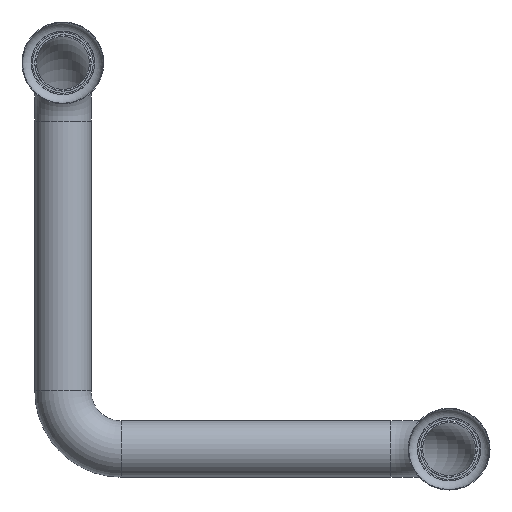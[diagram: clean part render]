
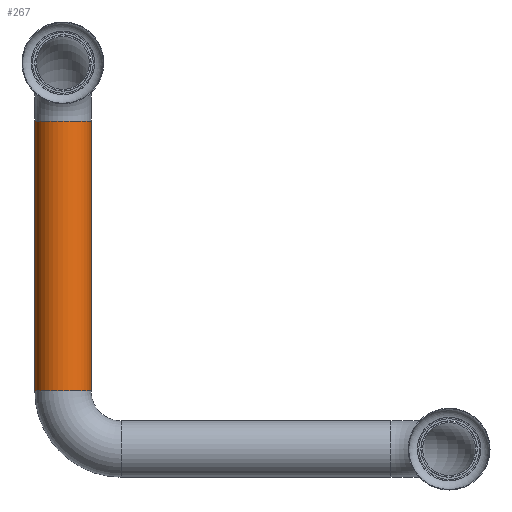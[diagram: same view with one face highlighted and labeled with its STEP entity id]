
A CAD part, front view. The second image highlights one B-rep face of the part: STEP entity #267.
In plain terms, the highlighted cylindrical face has radius 25.4 mm (diameter 50.8 mm), a full revolution.
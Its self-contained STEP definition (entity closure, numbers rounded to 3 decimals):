
#267=ADVANCED_FACE('',(#538,#540),#542,.T.);
#538=FACE_OUTER_BOUND('',#539,.T.);
#539=EDGE_LOOP('',(#676));
#540=FACE_OUTER_BOUND('',#541,.T.);
#541=EDGE_LOOP('',(#677));
#542=CYLINDRICAL_SURFACE('',#543,25.4);
#543=AXIS2_PLACEMENT_3D('',#544,#545,#546);
#544=CARTESIAN_POINT('',(-349.2,160.,52.6));
#545=DIRECTION('',(0.,0.,1.));
#546=DIRECTION('',(0.,1.,0.));
#676=ORIENTED_EDGE('',*,*,#744,.F.);
#677=ORIENTED_EDGE('',*,*,#746,.T.);
#744=EDGE_CURVE('',#788,#788,#789,.T.);
#746=EDGE_CURVE('',#792,#792,#793,.T.);
#788=VERTEX_POINT('',#895);
#789=CIRCLE('',#896,25.4);
#792=VERTEX_POINT('',#905);
#793=CIRCLE('',#906,25.4);
#895=CARTESIAN_POINT('',(-349.2,185.4,296.6));
#896=AXIS2_PLACEMENT_3D('',#897,#898,#899);
#897=CARTESIAN_POINT('',(-349.2,160.,296.6));
#898=DIRECTION('',(0.,0.,1.));
#899=DIRECTION('',(0.,1.,0.));
#905=CARTESIAN_POINT('',(-349.2,185.4,52.6));
#906=AXIS2_PLACEMENT_3D('',#907,#908,#909);
#907=CARTESIAN_POINT('',(-349.2,160.,52.6));
#908=DIRECTION('',(0.,-0.,1.));
#909=DIRECTION('',(0.,1.,0.));
